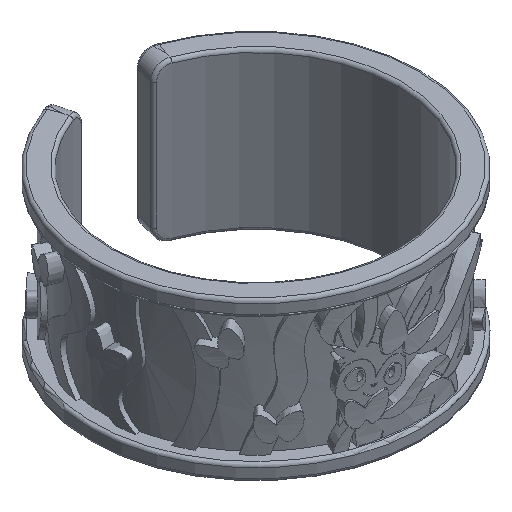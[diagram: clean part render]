
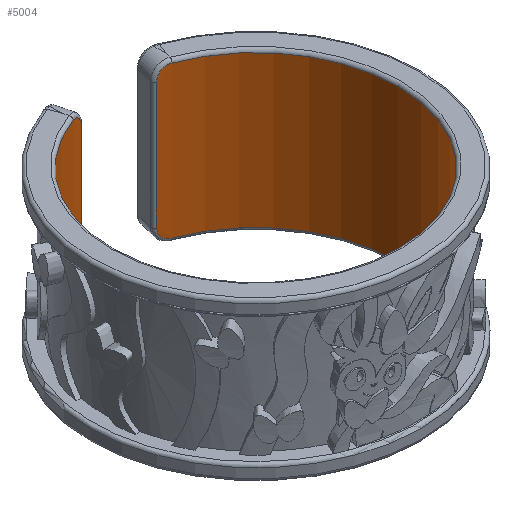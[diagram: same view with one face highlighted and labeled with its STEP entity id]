
A CAD part, isometric view. The second image highlights one B-rep face of the part: STEP entity #5004.
In plain terms, the highlighted cylindrical face has radius 9 mm (diameter 18 mm), a partial arc.
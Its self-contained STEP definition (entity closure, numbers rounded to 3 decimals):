
#64=B_SPLINE_CURVE_WITH_KNOTS('',3,(#6237,#6238,#6239,#6240,#6241),
 .UNSPECIFIED.,.F.,.F.,(4,1,4),(-0.126,-0.054,
0.),.UNSPECIFIED.);
#66=B_SPLINE_CURVE_WITH_KNOTS('',3,(#6281,#6282,#6283,#6284,#6285),
 .UNSPECIFIED.,.F.,.F.,(4,1,4),(-0.126,-0.072,
0.),.UNSPECIFIED.);
#68=B_SPLINE_CURVE_WITH_KNOTS('',3,(#6325,#6326,#6327,#6328,#6329),
 .UNSPECIFIED.,.F.,.F.,(4,1,4),(-0.126,-0.054,0.),
 .UNSPECIFIED.);
#70=B_SPLINE_CURVE_WITH_KNOTS('',3,(#6368,#6369,#6370,#6371,#6372),
 .UNSPECIFIED.,.F.,.F.,(4,1,4),(-0.126,-0.072,
0.),.UNSPECIFIED.);
#702=FACE_OUTER_BOUND('',#992,.T.);
#992=EDGE_LOOP('',(#3327,#3328,#3329,#3330,#3331,#3332,#3333,#3334));
#1281=LINE('',#6207,#1548);
#1284=LINE('',#6298,#1551);
#1548=VECTOR('',#5514,10.);
#1551=VECTOR('',#5535,10.);
#1820=CIRCLE('',#5303,9.);
#1826=CIRCLE('',#5311,9.);
#1923=VERTEX_POINT('',#6204);
#1924=VERTEX_POINT('',#6206);
#1926=VERTEX_POINT('',#6236);
#1928=VERTEX_POINT('',#6250);
#1930=VERTEX_POINT('',#6280);
#1932=VERTEX_POINT('',#6294);
#1934=VERTEX_POINT('',#6324);
#1936=VERTEX_POINT('',#6338);
#2461=EDGE_CURVE('',#1923,#1924,#1281,.T.);
#2464=EDGE_CURVE('',#1924,#1926,#64,.T.);
#2469=EDGE_CURVE('',#1926,#1928,#1820,.T.);
#2470=EDGE_CURVE('',#1928,#1930,#66,.T.);
#2475=EDGE_CURVE('',#1930,#1932,#1284,.T.);
#2476=EDGE_CURVE('',#1932,#1934,#68,.T.);
#2481=EDGE_CURVE('',#1934,#1936,#1826,.T.);
#2482=EDGE_CURVE('',#1936,#1923,#70,.T.);
#3327=ORIENTED_EDGE('',*,*,#2461,.F.);
#3328=ORIENTED_EDGE('',*,*,#2482,.F.);
#3329=ORIENTED_EDGE('',*,*,#2481,.F.);
#3330=ORIENTED_EDGE('',*,*,#2476,.F.);
#3331=ORIENTED_EDGE('',*,*,#2475,.F.);
#3332=ORIENTED_EDGE('',*,*,#2470,.F.);
#3333=ORIENTED_EDGE('',*,*,#2469,.F.);
#3334=ORIENTED_EDGE('',*,*,#2464,.F.);
#4909=CYLINDRICAL_SURFACE('',#5317,9.);
#5004=ADVANCED_FACE('',(#702),#4909,.F.);
#5303=AXIS2_PLACEMENT_3D('',#6254,#5526,#5527);
#5311=AXIS2_PLACEMENT_3D('',#6342,#5544,#5545);
#5317=AXIS2_PLACEMENT_3D('',#6434,#5564,#5565);
#5514=DIRECTION('',(0.,0.,-1.));
#5526=DIRECTION('center_axis',(0.,0.,1.));
#5527=DIRECTION('ref_axis',(0.,-1.,0.));
#5535=DIRECTION('',(0.,0.,1.));
#5544=DIRECTION('center_axis',(0.,0.,-1.));
#5545=DIRECTION('ref_axis',(0.,-1.,0.));
#5564=DIRECTION('center_axis',(0.,0.,-1.));
#5565=DIRECTION('ref_axis',(0.,-1.,0.));
#6204=CARTESIAN_POINT('',(-29.888,24.359,28.607));
#6206=CARTESIAN_POINT('',(-29.888,24.359,20.607));
#6207=CARTESIAN_POINT('',(-29.888,24.359,19.607));
#6236=CARTESIAN_POINT('',(-30.635,24.118,19.807));
#6237=CARTESIAN_POINT('Ctrl Pts',(-29.888,24.359,20.607));
#6238=CARTESIAN_POINT('Ctrl Pts',(-29.888,24.359,20.367));
#6239=CARTESIAN_POINT('Ctrl Pts',(-30.079,24.309,19.953));
#6240=CARTESIAN_POINT('Ctrl Pts',(-30.47,24.18,19.807));
#6241=CARTESIAN_POINT('Ctrl Pts',(-30.635,24.118,19.807));
#6250=CARTESIAN_POINT('',(-24.365,24.118,19.807));
#6254=CARTESIAN_POINT('Origin',(-27.5,15.682,19.807));
#6280=CARTESIAN_POINT('',(-25.112,24.359,20.607));
#6281=CARTESIAN_POINT('Ctrl Pts',(-24.365,24.118,19.807));
#6282=CARTESIAN_POINT('Ctrl Pts',(-24.53,24.18,19.807));
#6283=CARTESIAN_POINT('Ctrl Pts',(-24.921,24.309,19.953));
#6284=CARTESIAN_POINT('Ctrl Pts',(-25.112,24.359,20.367));
#6285=CARTESIAN_POINT('Ctrl Pts',(-25.112,24.359,20.607));
#6294=CARTESIAN_POINT('',(-25.112,24.359,28.607));
#6298=CARTESIAN_POINT('',(-25.112,24.359,19.607));
#6324=CARTESIAN_POINT('',(-24.365,24.118,29.407));
#6325=CARTESIAN_POINT('Ctrl Pts',(-25.112,24.359,28.607));
#6326=CARTESIAN_POINT('Ctrl Pts',(-25.112,24.359,28.847));
#6327=CARTESIAN_POINT('Ctrl Pts',(-24.921,24.309,29.262));
#6328=CARTESIAN_POINT('Ctrl Pts',(-24.53,24.18,29.407));
#6329=CARTESIAN_POINT('Ctrl Pts',(-24.365,24.118,29.407));
#6338=CARTESIAN_POINT('',(-30.635,24.118,29.407));
#6342=CARTESIAN_POINT('Origin',(-27.5,15.682,29.407));
#6368=CARTESIAN_POINT('Ctrl Pts',(-30.635,24.118,29.407));
#6369=CARTESIAN_POINT('Ctrl Pts',(-30.47,24.18,29.407));
#6370=CARTESIAN_POINT('Ctrl Pts',(-30.079,24.309,29.262));
#6371=CARTESIAN_POINT('Ctrl Pts',(-29.888,24.359,28.847));
#6372=CARTESIAN_POINT('Ctrl Pts',(-29.888,24.359,28.607));
#6434=CARTESIAN_POINT('Origin',(-27.5,15.682,19.607));
